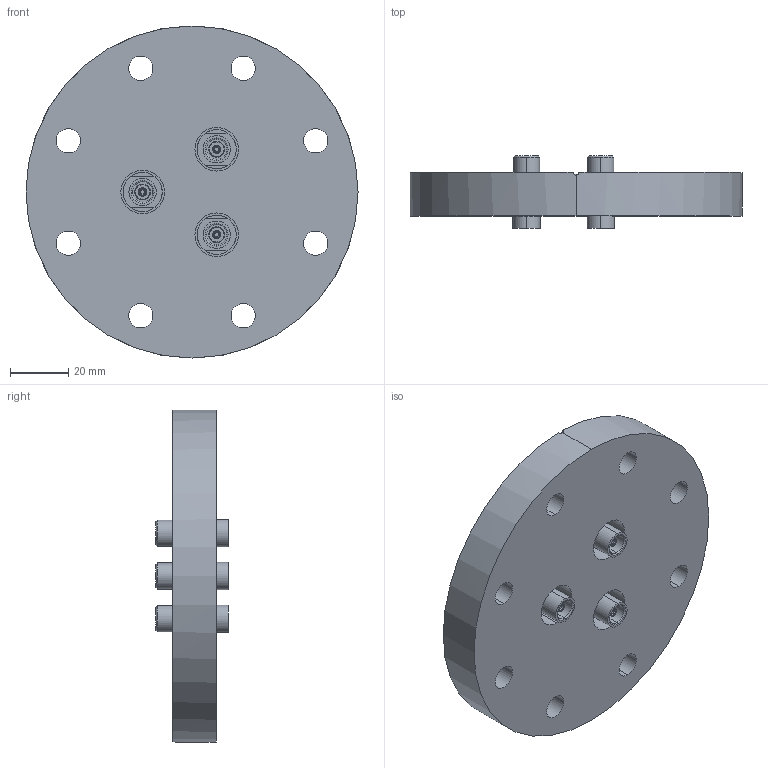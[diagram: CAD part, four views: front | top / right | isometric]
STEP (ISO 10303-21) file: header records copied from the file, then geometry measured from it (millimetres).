
FILE_DESCRIPTION (( 'STEP AP214' ), '1' );
FILE_NAME ('243-TRIAX-C63-3.STEP', '2021-07-05T13:59:16', ( '' ), ( '' ), 'SwSTEP 2.0', 'SolidWorks 2017', '' );
FILE_SCHEMA (( 'AUTOMOTIVE_DESIGN' ));
Length unit declared in the file: millimetre
Products named in the file (3): 243-TRIAX; 9243-TRIAX-C63-3_DN63 CF; 243-TRIAX-C63-3
Assembly tree (4 placements, depth 2):
  243-TRIAX-C63-3
    9243-TRIAX-C63-3_DN63 CF
    243-TRIAX  x3
Bounding box: 114.3 x 25 x 114.3 mm (x, y, z)
Volume: 137735.3 mm3; surface area: 35120.6 mm2
Topology: 4 solids, 7 shells, 312 faces, 656 edges, 406 vertices
Faces by surface type: cylinder 136, plane 76, cone 58, torus 42
Entity records: 3978 total; most frequent: DIRECTION 758, CARTESIAN_POINT 689, ORIENTED_EDGE 592, AXIS2_PLACEMENT_3D 329, EDGE_CURVE 296, CIRCLE 188, VERTEX_POINT 186, EDGE_LOOP 176
